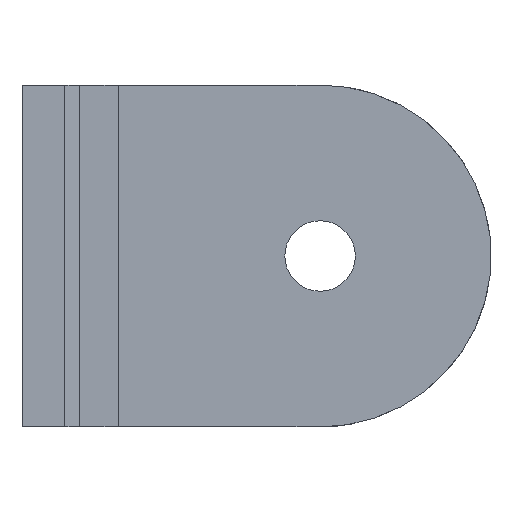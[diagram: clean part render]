
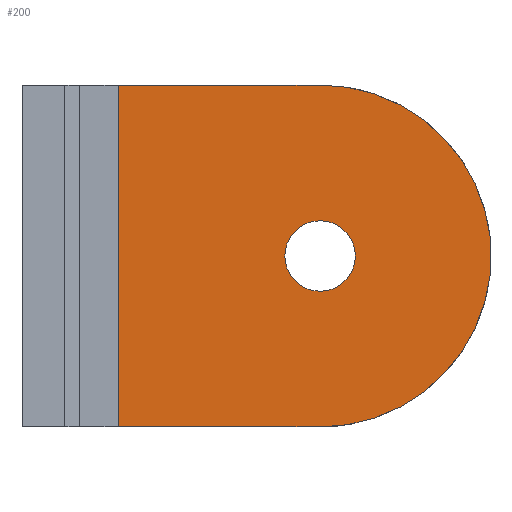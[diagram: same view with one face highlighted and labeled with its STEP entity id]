
A CAD part, front view. The second image highlights one B-rep face of the part: STEP entity #200.
In plain terms, the highlighted planar face has unit normal (0, -1, 0).
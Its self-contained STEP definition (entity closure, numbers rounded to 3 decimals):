
#5 = VECTOR ( 'NONE', #206, 1000. ) ;
#6 = CARTESIAN_POINT ( 'NONE',  ( 15.9, 0., 16. ) ) ;
#14 = AXIS2_PLACEMENT_3D ( 'NONE', #179, #653, #414 ) ;
#38 = EDGE_LOOP ( 'NONE', ( #631, #564 ) ) ;
#43 = LINE ( 'NONE', #638, #509 ) ;
#50 = ORIENTED_EDGE ( 'NONE', *, *, #525, .F. ) ;
#54 = VERTEX_POINT ( 'NONE', #604 ) ;
#56 = AXIS2_PLACEMENT_3D ( 'NONE', #516, #285, #524 ) ;
#86 = ORIENTED_EDGE ( 'NONE', *, *, #482, .F. ) ;
#89 = EDGE_LOOP ( 'NONE', ( #606, #767, #390, #86, #50, #248 ) ) ;
#96 = PLANE ( 'NONE',  #56 ) ;
#100 = DIRECTION ( 'NONE',  ( 0., 0., 1. ) ) ;
#102 = CARTESIAN_POINT ( 'NONE',  ( 0., 0., 16. ) ) ;
#107 = AXIS2_PLACEMENT_3D ( 'NONE', #451, #330, #100 ) ;
#110 = DIRECTION ( 'NONE',  ( 0., 1., 0. ) ) ;
#113 = CIRCLE ( 'NONE', #448, 3.299 ) ;
#114 = EDGE_CURVE ( 'NONE', #403, #121, #43, .T. ) ;
#121 = VERTEX_POINT ( 'NONE', #391 ) ;
#143 = CARTESIAN_POINT ( 'NONE',  ( 15.9, 0., 1.786 ) ) ;
#155 = EDGE_CURVE ( 'NONE', #507, #345, #582, .T. ) ;
#173 = DIRECTION ( 'NONE',  ( 0., 0., 1. ) ) ;
#174 = VERTEX_POINT ( 'NONE', #102 ) ;
#179 = CARTESIAN_POINT ( 'NONE',  ( 0., 0., 0. ) ) ;
#200 = ADVANCED_FACE ( 'NONE', ( #581, #572 ), #96, .F. ) ;
#201 = CIRCLE ( 'NONE', #745, 16. ) ;
#203 = DIRECTION ( 'NONE',  ( -1., 0., 0. ) ) ;
#206 = DIRECTION ( 'NONE',  ( 1., 0., 0. ) ) ;
#234 = CIRCLE ( 'NONE', #14, 16. ) ;
#235 = EDGE_CURVE ( 'NONE', #54, #403, #354, .T. ) ;
#248 = ORIENTED_EDGE ( 'NONE', *, *, #235, .T. ) ;
#280 = DIRECTION ( 'NONE',  ( 1., 0., 0. ) ) ;
#285 = DIRECTION ( 'NONE',  ( 0., 1., 0. ) ) ;
#309 = CARTESIAN_POINT ( 'NONE',  ( -18.9, 0., -16. ) ) ;
#324 = CARTESIAN_POINT ( 'NONE',  ( 0., 0., 3.299 ) ) ;
#328 = DIRECTION ( 'NONE',  ( 0., 1., 0. ) ) ;
#330 = DIRECTION ( 'NONE',  ( 0., 1., 0. ) ) ;
#345 = VERTEX_POINT ( 'NONE', #546 ) ;
#354 = LINE ( 'NONE', #543, #656 ) ;
#355 = CARTESIAN_POINT ( 'NONE',  ( 0., 0., 0. ) ) ;
#390 = ORIENTED_EDGE ( 'NONE', *, *, #730, .F. ) ;
#391 = CARTESIAN_POINT ( 'NONE',  ( 0., 0., -16. ) ) ;
#403 = VERTEX_POINT ( 'NONE', #309 ) ;
#414 = DIRECTION ( 'NONE',  ( -1., 0., 0. ) ) ;
#417 = DIRECTION ( 'NONE',  ( 0., 0., -1. ) ) ;
#431 = VERTEX_POINT ( 'NONE', #143 ) ;
#437 = VECTOR ( 'NONE', #417, 1000. ) ;
#448 = AXIS2_PLACEMENT_3D ( 'NONE', #355, #110, #173 ) ;
#451 = CARTESIAN_POINT ( 'NONE',  ( 0., 0., 0. ) ) ;
#472 = DIRECTION ( 'NONE',  ( 0., 0., -1. ) ) ;
#482 = EDGE_CURVE ( 'NONE', #174, #431, #201, .T. ) ;
#506 = CARTESIAN_POINT ( 'NONE',  ( 0., 0., 0. ) ) ;
#507 = VERTEX_POINT ( 'NONE', #324 ) ;
#509 = VECTOR ( 'NONE', #280, 1000. ) ;
#516 = CARTESIAN_POINT ( 'NONE',  ( 15.9, 0., 16. ) ) ;
#524 = DIRECTION ( 'NONE',  ( -1., 0., 0. ) ) ;
#525 = EDGE_CURVE ( 'NONE', #54, #174, #569, .T. ) ;
#543 = CARTESIAN_POINT ( 'NONE',  ( -18.9, 0., 16. ) ) ;
#546 = CARTESIAN_POINT ( 'NONE',  ( 0., 0., -3.299 ) ) ;
#562 = VERTEX_POINT ( 'NONE', #698 ) ;
#564 = ORIENTED_EDGE ( 'NONE', *, *, #155, .T. ) ;
#569 = LINE ( 'NONE', #752, #5 ) ;
#572 = FACE_OUTER_BOUND ( 'NONE', #89, .T. ) ;
#581 = FACE_BOUND ( 'NONE', #38, .T. ) ;
#582 = CIRCLE ( 'NONE', #107, 3.299 ) ;
#596 = EDGE_CURVE ( 'NONE', #562, #121, #234, .T. ) ;
#603 = EDGE_CURVE ( 'NONE', #345, #507, #113, .T. ) ;
#604 = CARTESIAN_POINT ( 'NONE',  ( -18.9, 0., 16. ) ) ;
#606 = ORIENTED_EDGE ( 'NONE', *, *, #114, .T. ) ;
#631 = ORIENTED_EDGE ( 'NONE', *, *, #603, .T. ) ;
#638 = CARTESIAN_POINT ( 'NONE',  ( 15.9, 0., -16. ) ) ;
#653 = DIRECTION ( 'NONE',  ( 0., 1., 0. ) ) ;
#656 = VECTOR ( 'NONE', #472, 1000. ) ;
#664 = LINE ( 'NONE', #6, #437 ) ;
#698 = CARTESIAN_POINT ( 'NONE',  ( 15.9, 0., -1.786 ) ) ;
#730 = EDGE_CURVE ( 'NONE', #431, #562, #664, .T. ) ;
#745 = AXIS2_PLACEMENT_3D ( 'NONE', #506, #328, #203 ) ;
#752 = CARTESIAN_POINT ( 'NONE',  ( 15.9, 0., 16. ) ) ;
#767 = ORIENTED_EDGE ( 'NONE', *, *, #596, .F. ) ;
